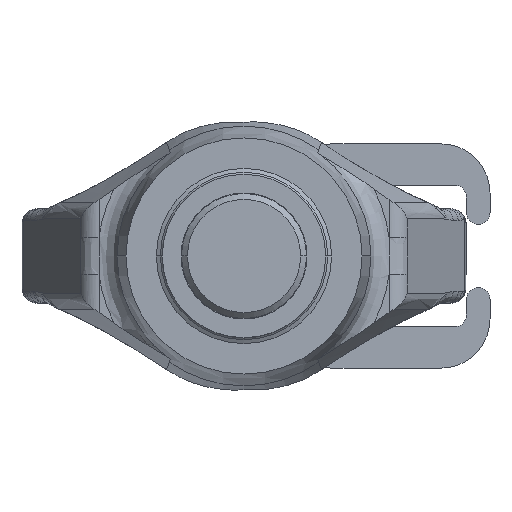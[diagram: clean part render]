
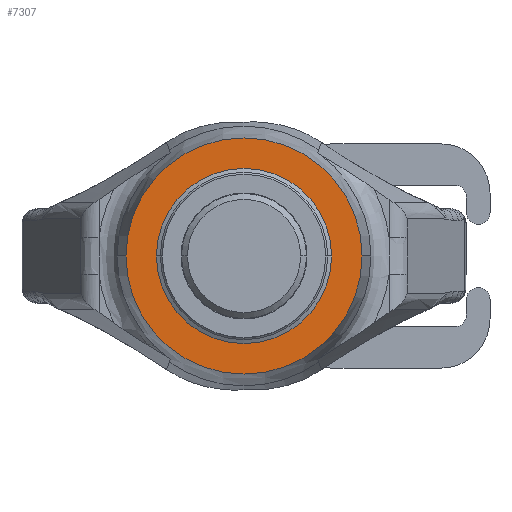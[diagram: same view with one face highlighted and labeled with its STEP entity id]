
A CAD part, front view. The second image highlights one B-rep face of the part: STEP entity #7307.
In plain terms, the highlighted planar face has unit normal (0, -1, 0).
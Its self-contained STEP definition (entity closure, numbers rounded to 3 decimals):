
#2=CARTESIAN_POINT('',(0.,-56.25,0.));
#3=DIRECTION('',(0.,-1.,0.));
#4=DIRECTION('',(-1.,0.,0.));
#5=AXIS2_PLACEMENT_3D('',#2,#3,#4);
#7=CARTESIAN_POINT('',(0.,-56.25,0.));
#8=DIRECTION('',(0.,-1.,0.));
#9=DIRECTION('',(1.,0.,0.));
#10=AXIS2_PLACEMENT_3D('',#7,#8,#9);
#12=CARTESIAN_POINT('',(0.,-56.25,0.));
#13=DIRECTION('',(0.,-1.,0.));
#14=DIRECTION('',(1.,0.,0.));
#15=AXIS2_PLACEMENT_3D('',#12,#13,#14);
#1742=CARTESIAN_POINT('',(0.,-56.25,0.));
#1743=DIRECTION('',(0.,1.,0.));
#1744=DIRECTION('',(1.,0.,0.));
#1745=AXIS2_PLACEMENT_3D('',#1742,#1743,#1744);
#5906=CARTESIAN_POINT('',(30.,-56.25,0.));
#5907=CARTESIAN_POINT('',(-30.,-56.25,0.));
#5908=VERTEX_POINT('',#5906);
#5909=VERTEX_POINT('',#5907);
#5932=CARTESIAN_POINT('',(-22.25,-56.25,0.));
#5933=CARTESIAN_POINT('',(22.25,-56.25,0.));
#5934=VERTEX_POINT('',#5932);
#5935=VERTEX_POINT('',#5933);
#7290=CARTESIAN_POINT('',(0.,-56.25,0.));
#7291=DIRECTION('',(0.,-1.,0.));
#7292=DIRECTION('',(-1.,0.,0.));
#7293=AXIS2_PLACEMENT_3D('',#7290,#7291,#7292);
#7294=PLANE('',#7293);
#7296=ORIENTED_EDGE('',*,*,#7295,.F.);
#7298=ORIENTED_EDGE('',*,*,#7297,.T.);
#7299=EDGE_LOOP('',(#7296,#7298));
#7300=FACE_OUTER_BOUND('',#7299,.F.);
#7302=ORIENTED_EDGE('',*,*,#7301,.T.);
#7304=ORIENTED_EDGE('',*,*,#7303,.T.);
#7305=EDGE_LOOP('',(#7302,#7304));
#7306=FACE_BOUND('',#7305,.F.);
#7307=ADVANCED_FACE('',(#7300,#7306),#7294,.T.);
#6=CIRCLE('',#5,22.25);
#11=CIRCLE('',#10,22.25);
#16=CIRCLE('',#15,30.);
#1746=CIRCLE('',#1745,30.);
#7295=EDGE_CURVE('',#5908,#5909,#16,.T.);
#7297=EDGE_CURVE('',#5908,#5909,#1746,.T.);
#7301=EDGE_CURVE('',#5934,#5935,#6,.T.);
#7303=EDGE_CURVE('',#5935,#5934,#11,.T.);
